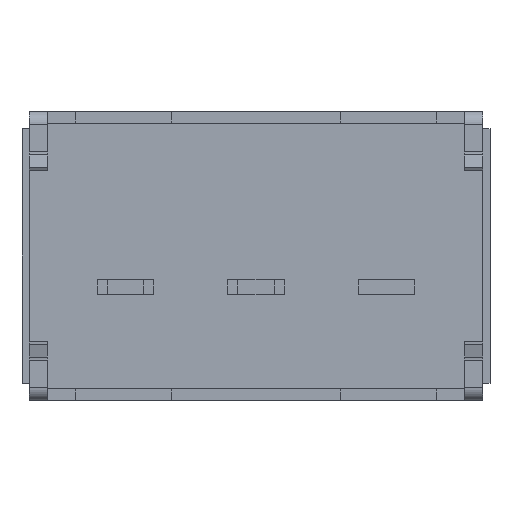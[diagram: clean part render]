
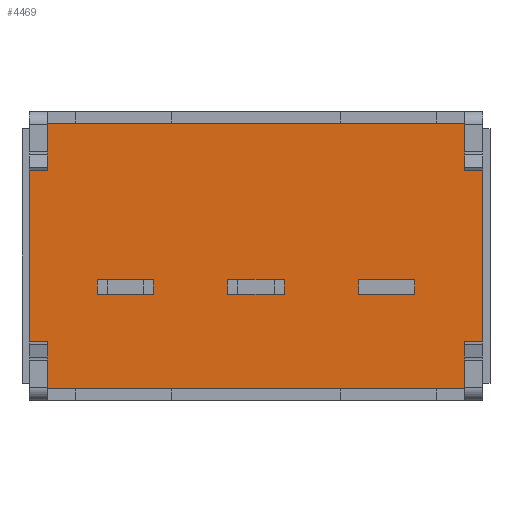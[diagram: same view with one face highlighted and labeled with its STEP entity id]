
A CAD part, front view. The second image highlights one B-rep face of the part: STEP entity #4469.
In plain terms, the highlighted planar face has unit normal (0, -1, 0).
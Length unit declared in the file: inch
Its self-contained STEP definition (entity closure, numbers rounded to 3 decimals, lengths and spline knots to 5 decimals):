
#376=FACE_OUTER_BOUND('',#649,.T.);
#649=EDGE_LOOP('',(#3661,#3662,#3663,#3664));
#1071=LINE('',#7061,#1600);
#1073=LINE('',#7067,#1602);
#1076=LINE('',#7072,#1605);
#1077=LINE('',#7073,#1606);
#1600=VECTOR('',#5814,39.37008);
#1602=VECTOR('',#5818,39.37008);
#1605=VECTOR('',#5823,39.37008);
#1606=VECTOR('',#5824,39.37008);
#2033=VERTEX_POINT('',#7055);
#2035=VERTEX_POINT('',#7059);
#2037=VERTEX_POINT('',#7064);
#2038=VERTEX_POINT('',#7066);
#2599=EDGE_CURVE('',#2033,#2035,#1071,.T.);
#2601=EDGE_CURVE('',#2037,#2038,#1073,.T.);
#2604=EDGE_CURVE('',#2033,#2037,#1076,.T.);
#2605=EDGE_CURVE('',#2035,#2038,#1077,.T.);
#3661=ORIENTED_EDGE('',*,*,#2604,.F.);
#3662=ORIENTED_EDGE('',*,*,#2599,.T.);
#3663=ORIENTED_EDGE('',*,*,#2605,.T.);
#3664=ORIENTED_EDGE('',*,*,#2601,.F.);
#4213=PLANE('',#4842);
#4469=ADVANCED_FACE('',(#376),#4213,.T.);
#4842=AXIS2_PLACEMENT_3D('',#7071,#5821,#5822);
#5814=DIRECTION('',(0.,0.,-1.));
#5818=DIRECTION('',(0.,0.,-1.));
#5821=DIRECTION('center_axis',(0.,-1.,0.));
#5822=DIRECTION('ref_axis',(0.,0.,-1.));
#5823=DIRECTION('',(1.,0.,0.));
#5824=DIRECTION('',(1.,0.,0.));
#7055=CARTESIAN_POINT('',(-0.314,0.069,0.184));
#7059=CARTESIAN_POINT('',(-0.314,0.069,-0.184));
#7061=CARTESIAN_POINT('',(-0.314,0.069,0.184));
#7064=CARTESIAN_POINT('',(0.314,0.069,0.184));
#7066=CARTESIAN_POINT('',(0.314,0.069,-0.184));
#7067=CARTESIAN_POINT('',(0.314,0.069,0.184));
#7071=CARTESIAN_POINT('Origin',(-0.68609,0.069,0.184));
#7072=CARTESIAN_POINT('',(-0.68609,0.069,0.184));
#7073=CARTESIAN_POINT('',(-0.68609,0.069,-0.184));
